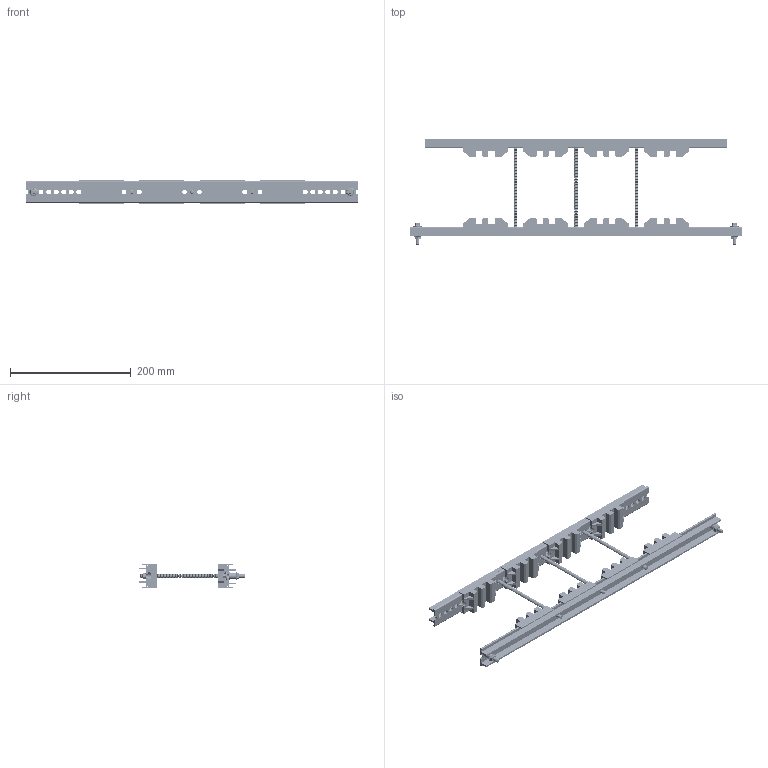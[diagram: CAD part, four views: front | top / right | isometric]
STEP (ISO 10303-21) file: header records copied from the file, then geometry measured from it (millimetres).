
FILE_DESCRIPTION(('STEP AP203'),'1');
FILE_NAME('cabs2-10tn-600.stp','2024-07-09T16:20:28',('TraceParts'),('TraceParts S.A.'),'Spatial InterOp 3D',' ',' ');
FILE_SCHEMA(('CONFIG_CONTROL_DESIGN'));
Length unit declared in the file: millimetre
Products named in the file (1): 1
Bounding box: 550 x 175 x 39 mm (x, y, z)
Volume: 437902.9 mm3; surface area: 260009.6 mm2
Topology: 25 solids, 25 shells, 5374 faces, 12651 edges, 7230 vertices
Faces by surface type: cone 2270, cylinder 1588, plane 1321, bspline 167, torus 28
Entity records: 154839 total; most frequent: CARTESIAN_POINT 33191, DIRECTION 26435, ORIENTED_EDGE 25302, EDGE_CURVE 12651, AXIS2_PLACEMENT_3D 10156, VERTEX_POINT 7230, LINE 6123, VECTOR 6123
